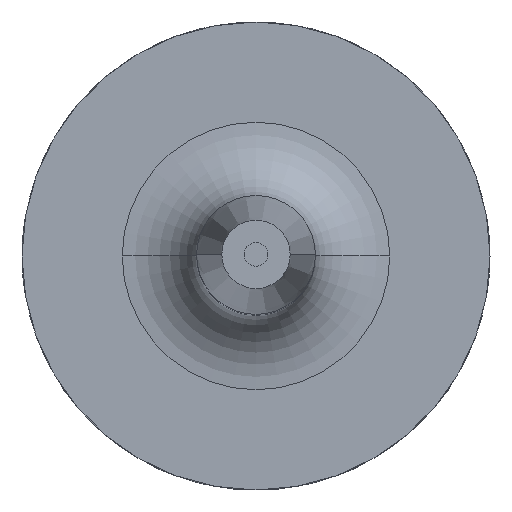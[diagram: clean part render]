
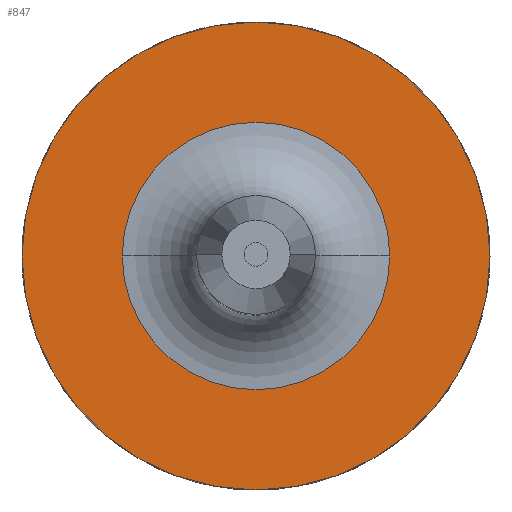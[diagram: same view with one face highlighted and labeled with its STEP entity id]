
A CAD part, top view. The second image highlights one B-rep face of the part: STEP entity #847.
In plain terms, the highlighted planar face has unit normal (0, 0, 1).
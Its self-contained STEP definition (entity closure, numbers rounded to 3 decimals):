
#28 = CIRCLE ( 'NONE', #1392, 18. ) ;
#89 = DIRECTION ( 'NONE',  ( 0., 0., -1. ) ) ;
#106 = CIRCLE ( 'NONE', #1296, 18. ) ;
#119 = AXIS2_PLACEMENT_3D ( 'NONE', #843, #1194, #424 ) ;
#157 = AXIS2_PLACEMENT_3D ( 'NONE', #472, #1365, #607 ) ;
#207 = DIRECTION ( 'NONE',  ( -1., 0., 0. ) ) ;
#241 = CARTESIAN_POINT ( 'NONE',  ( -18., 0., 27. ) ) ;
#251 = ORIENTED_EDGE ( 'NONE', *, *, #1184, .T. ) ;
#333 = CARTESIAN_POINT ( 'NONE',  ( 0., 0., 27. ) ) ;
#376 = CARTESIAN_POINT ( 'NONE',  ( 0., 0., 27. ) ) ;
#424 = DIRECTION ( 'NONE',  ( -1., 0., 0. ) ) ;
#451 = ORIENTED_EDGE ( 'NONE', *, *, #548, .T. ) ;
#454 = PLANE ( 'NONE',  #119 ) ;
#472 = CARTESIAN_POINT ( 'NONE',  ( 0., 0., 27. ) ) ;
#474 = VERTEX_POINT ( 'NONE', #1394 ) ;
#514 = DIRECTION ( 'NONE',  ( -1., 0., 0. ) ) ;
#533 = CARTESIAN_POINT ( 'NONE',  ( 18., 0., 27. ) ) ;
#546 = ORIENTED_EDGE ( 'NONE', *, *, #1092, .F. ) ;
#548 = EDGE_CURVE ( 'NONE', #1324, #663, #106, .T. ) ;
#607 = DIRECTION ( 'NONE',  ( -1., 0., 0. ) ) ;
#663 = VERTEX_POINT ( 'NONE', #533 ) ;
#693 = EDGE_LOOP ( 'NONE', ( #451, #251 ) ) ;
#704 = ORIENTED_EDGE ( 'NONE', *, *, #1195, .F. ) ;
#792 = VERTEX_POINT ( 'NONE', #1038 ) ;
#801 = CIRCLE ( 'NONE', #1214, 31.5 ) ;
#843 = CARTESIAN_POINT ( 'NONE',  ( 0., 0., 27. ) ) ;
#847 = ADVANCED_FACE ( 'NONE', ( #1371, #1412 ), #454, .F. ) ;
#853 = CARTESIAN_POINT ( 'NONE',  ( 0., 0., 27. ) ) ;
#985 = DIRECTION ( 'NONE',  ( -1., 0., 0. ) ) ;
#1038 = CARTESIAN_POINT ( 'NONE',  ( 31.5, 0., 27. ) ) ;
#1092 = EDGE_CURVE ( 'NONE', #792, #474, #801, .T. ) ;
#1109 = DIRECTION ( 'NONE',  ( 0., 0., -1. ) ) ;
#1184 = EDGE_CURVE ( 'NONE', #663, #1324, #28, .T. ) ;
#1194 = DIRECTION ( 'NONE',  ( 0., 0., -1. ) ) ;
#1195 = EDGE_CURVE ( 'NONE', #474, #792, #1336, .T. ) ;
#1214 = AXIS2_PLACEMENT_3D ( 'NONE', #376, #1282, #514 ) ;
#1282 = DIRECTION ( 'NONE',  ( 0., 0., -1. ) ) ;
#1296 = AXIS2_PLACEMENT_3D ( 'NONE', #333, #1109, #207 ) ;
#1324 = VERTEX_POINT ( 'NONE', #241 ) ;
#1336 = CIRCLE ( 'NONE', #157, 31.5 ) ;
#1365 = DIRECTION ( 'NONE',  ( 0., 0., -1. ) ) ;
#1371 = FACE_BOUND ( 'NONE', #693, .T. ) ;
#1392 = AXIS2_PLACEMENT_3D ( 'NONE', #853, #89, #985 ) ;
#1394 = CARTESIAN_POINT ( 'NONE',  ( -31.5, 0., 27. ) ) ;
#1412 = FACE_OUTER_BOUND ( 'NONE', #1556, .T. ) ;
#1556 = EDGE_LOOP ( 'NONE', ( #704, #546 ) ) ;
